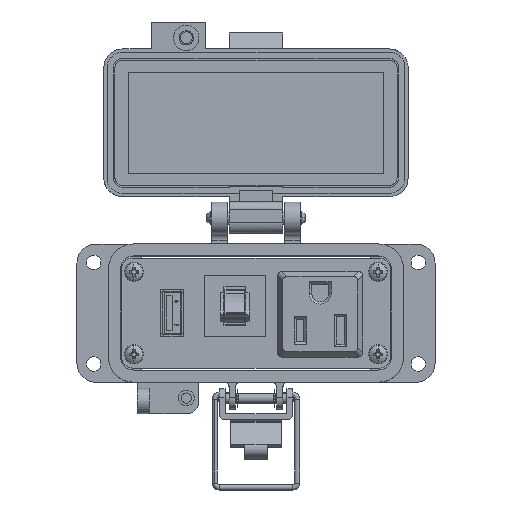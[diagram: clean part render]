
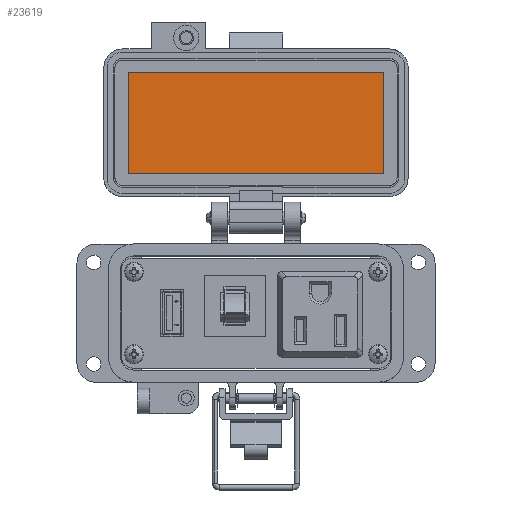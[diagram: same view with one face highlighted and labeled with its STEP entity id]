
A CAD part, top view. The second image highlights one B-rep face of the part: STEP entity #23619.
In plain terms, the highlighted planar face has unit normal (0, 0, 1).
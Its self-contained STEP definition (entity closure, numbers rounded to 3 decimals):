
#304 = EDGE_LOOP ( 'NONE', ( #41223, #25687, #6998, #24057 ) ) ;
#993 = VECTOR ( 'NONE', #54945, 1000. ) ;
#2152 = CARTESIAN_POINT ( 'NONE',  ( -40.25, 51.154, -25.55 ) ) ;
#3957 = VERTEX_POINT ( 'NONE', #11506 ) ;
#5673 = LINE ( 'NONE', #25989, #50166 ) ;
#6998 = ORIENTED_EDGE ( 'NONE', *, *, #52267, .F. ) ;
#8300 = FACE_OUTER_BOUND ( 'NONE', #304, .T. ) ;
#11506 = CARTESIAN_POINT ( 'NONE',  ( -40.25, 83.154, -25.55 ) ) ;
#17087 = VERTEX_POINT ( 'NONE', #2152 ) ;
#18125 = VECTOR ( 'NONE', #45846, 1000. ) ;
#19334 = LINE ( 'NONE', #50928, #993 ) ;
#20192 = AXIS2_PLACEMENT_3D ( 'NONE', #60205, #38618, #23294 ) ;
#23294 = DIRECTION ( 'NONE',  ( 0., -1., 0. ) ) ;
#23619 = ADVANCED_FACE ( 'NONE', ( #8300 ), #54545, .T. ) ;
#24057 = ORIENTED_EDGE ( 'NONE', *, *, #40990, .F. ) ;
#24796 = CARTESIAN_POINT ( 'NONE',  ( -8.5, 83.154, -25.55 ) ) ;
#25687 = ORIENTED_EDGE ( 'NONE', *, *, #46683, .F. ) ;
#25989 = CARTESIAN_POINT ( 'NONE',  ( 42., 51.154, -25.55 ) ) ;
#29366 = VECTOR ( 'NONE', #55087, 1000. ) ;
#32288 = CARTESIAN_POINT ( 'NONE',  ( 40.25, 83.154, -25.55 ) ) ;
#34823 = LINE ( 'NONE', #24796, #29366 ) ;
#38618 = DIRECTION ( 'NONE',  ( 0., 0., 1. ) ) ;
#40990 = EDGE_CURVE ( 'NONE', #58655, #59908, #55528, .T. ) ;
#41223 = ORIENTED_EDGE ( 'NONE', *, *, #60240, .F. ) ;
#44177 = CARTESIAN_POINT ( 'NONE',  ( 40.25, 51.154, -25.55 ) ) ;
#45846 = DIRECTION ( 'NONE',  ( 0., -1., 0. ) ) ;
#46683 = EDGE_CURVE ( 'NONE', #17087, #3957, #19334, .T. ) ;
#48262 = DIRECTION ( 'NONE',  ( -1., 0., 0. ) ) ;
#50166 = VECTOR ( 'NONE', #48262, 1000. ) ;
#50928 = CARTESIAN_POINT ( 'NONE',  ( -40.25, 67.154, -25.55 ) ) ;
#52267 = EDGE_CURVE ( 'NONE', #59908, #17087, #5673, .T. ) ;
#54545 = PLANE ( 'NONE',  #20192 ) ;
#54945 = DIRECTION ( 'NONE',  ( 0., 1., 0. ) ) ;
#55087 = DIRECTION ( 'NONE',  ( 1., 0., 0. ) ) ;
#55528 = LINE ( 'NONE', #60853, #18125 ) ;
#58655 = VERTEX_POINT ( 'NONE', #32288 ) ;
#59908 = VERTEX_POINT ( 'NONE', #44177 ) ;
#60205 = CARTESIAN_POINT ( 'NONE',  ( -8.5, 67.154, -25.55 ) ) ;
#60240 = EDGE_CURVE ( 'NONE', #3957, #58655, #34823, .T. ) ;
#60853 = CARTESIAN_POINT ( 'NONE',  ( 40.25, 67.154, -25.55 ) ) ;
